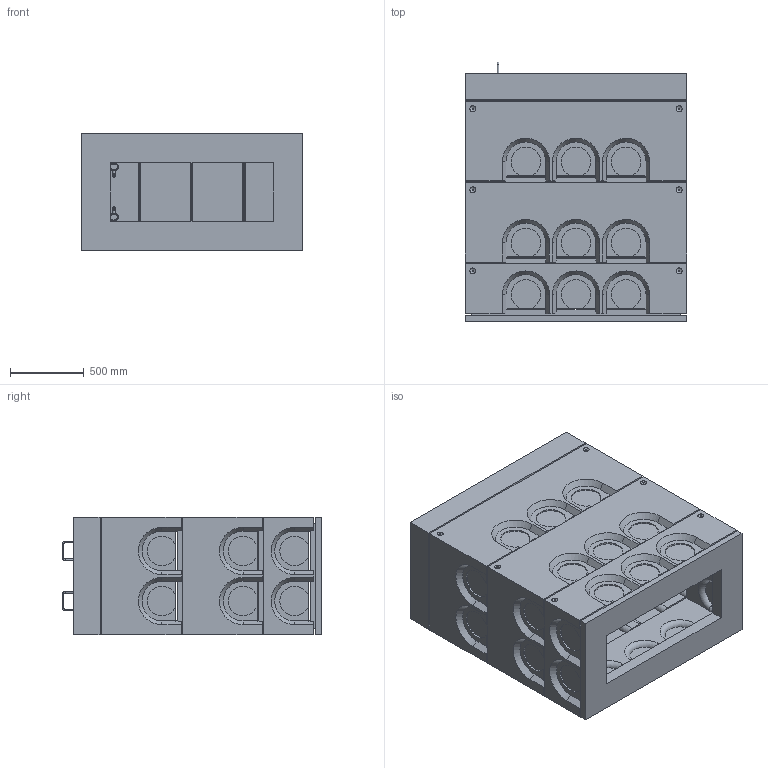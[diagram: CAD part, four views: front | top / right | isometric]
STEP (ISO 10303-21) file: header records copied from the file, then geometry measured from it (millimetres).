
FILE_DESCRIPTION (( 'STEP AP214' ), '1' );
FILE_NAME ('SC-A15.0613.X.15.142.STEP', '2021-01-06T10:55:24', ( '' ), ( '' ), 'SwSTEP 2.0', 'SolidWorks 2018', '' );
FILE_SCHEMA (( 'AUTOMOTIVE_DESIGN' ));
Length unit declared in the file: millimetre
Products named in the file (1): SC-A15.0613.X.15.142
Bounding box: 1500 x 1762.35 x 800 mm (x, y, z)
Surface area: 16547190.8 mm2 (no closed solid volume)
Topology: 0 solids, 37 shells, 682 faces, 2586 edges, 1861 vertices
Faces by surface type: plane 469, cylinder 100, bspline 62, cone 34, torus 17
Full cylindrical faces by diameter (mm): 5.81 x12, 12 x6, 20 x4, 40 x8
Entity records: 43109 total; most frequent: CARTESIAN_POINT 15037, ORIENTED_EDGE 4005, DIRECTION 3825, EDGE_CURVE 2498, VECTOR 1917, LINE 1917, VERTEX_POINT 1830, AXIS2_PLACEMENT_3D 954
